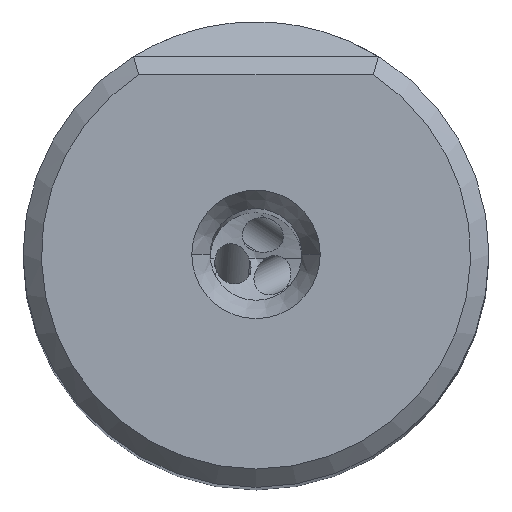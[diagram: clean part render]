
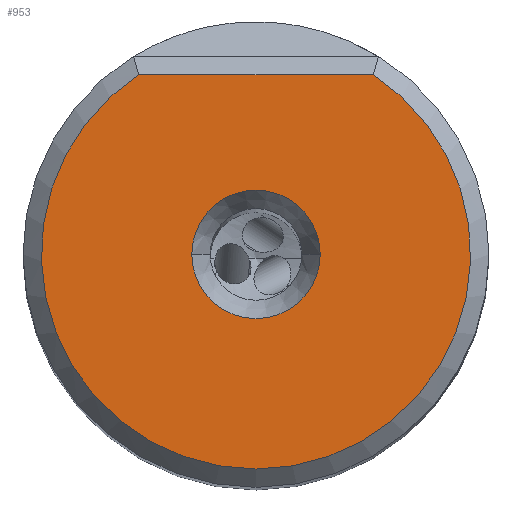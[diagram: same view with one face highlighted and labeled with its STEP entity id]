
A CAD part, top view. The second image highlights one B-rep face of the part: STEP entity #953.
In plain terms, the highlighted planar face has unit normal (0, 0, 1).
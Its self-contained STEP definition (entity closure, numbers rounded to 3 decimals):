
#86=FACE_BOUND('',#1873,.T.);
#87=FACE_BOUND('',#1874,.T.);
#404=CIRCLE('',#8079,3.5);
#405=CIRCLE('',#8081,3.5);
#406=CIRCLE('',#8083,11.7);
#407=CIRCLE('',#8084,11.7);
#692=PLANE('',#8085);
#953=ADVANCED_FACE('',(#86,#87),#692,.T.);
#1873=EDGE_LOOP('',(#3947,#3948));
#1874=EDGE_LOOP('',(#3949,#3950,#3951));
#3947=ORIENTED_EDGE('',*,*,#6539,.T.);
#3948=ORIENTED_EDGE('',*,*,#6541,.T.);
#3949=ORIENTED_EDGE('',*,*,#6542,.T.);
#3950=ORIENTED_EDGE('',*,*,#6543,.F.);
#3951=ORIENTED_EDGE('',*,*,#6544,.T.);
#5489=VERTEX_POINT('',#14354);
#5490=VERTEX_POINT('',#14356);
#5491=VERTEX_POINT('',#14362);
#5492=VERTEX_POINT('',#14363);
#5493=VERTEX_POINT('',#14365);
#6539=EDGE_CURVE('',#5490,#5489,#404,.T.);
#6541=EDGE_CURVE('',#5489,#5490,#405,.T.);
#6542=EDGE_CURVE('',#5491,#5492,#406,.T.);
#6543=EDGE_CURVE('',#5493,#5492,#7129,.T.);
#6544=EDGE_CURVE('',#5493,#5491,#407,.T.);
#7129=LINE('',#14364,#7421);
#7421=VECTOR('',#9506,1.);
#8079=AXIS2_PLACEMENT_3D('',#14355,#9495,#9496);
#8081=AXIS2_PLACEMENT_3D('',#14359,#9500,#9501);
#8083=AXIS2_PLACEMENT_3D('',#14361,#9504,#9505);
#8084=AXIS2_PLACEMENT_3D('',#14366,#9507,#9508);
#8085=AXIS2_PLACEMENT_3D('',#14367,#9509,#9510);
#9495=DIRECTION('',(0.,0.,-1.));
#9496=DIRECTION('',(-1.,0.,0.));
#9500=DIRECTION('',(0.,0.,-1.));
#9501=DIRECTION('',(1.,0.,0.));
#9504=DIRECTION('',(0.,0.,1.));
#9505=DIRECTION('',(0.,-1.,0.));
#9506=DIRECTION('',(1.,0.,0.));
#9507=DIRECTION('',(0.,0.,1.));
#9508=DIRECTION('',(-0.546,0.838,0.));
#9509=DIRECTION('',(0.,0.,1.));
#9510=DIRECTION('',(-1.,0.,0.));
#14354=CARTESIAN_POINT('',(3.5,0.,43.656));
#14355=CARTESIAN_POINT('',(0.,0.,43.656));
#14356=CARTESIAN_POINT('',(-3.5,0.,43.656));
#14359=CARTESIAN_POINT('',(0.,0.,43.656));
#14361=CARTESIAN_POINT('',(0.,0.,43.656));
#14362=CARTESIAN_POINT('',(0.,-11.7,43.656));
#14363=CARTESIAN_POINT('',(6.391,9.8,43.656));
#14364=CARTESIAN_POINT('',(-6.391,9.8,43.656));
#14365=CARTESIAN_POINT('',(-6.391,9.8,43.656));
#14366=CARTESIAN_POINT('',(0.,0.,43.656));
#14367=CARTESIAN_POINT('',(0.,-0.95,43.656));
